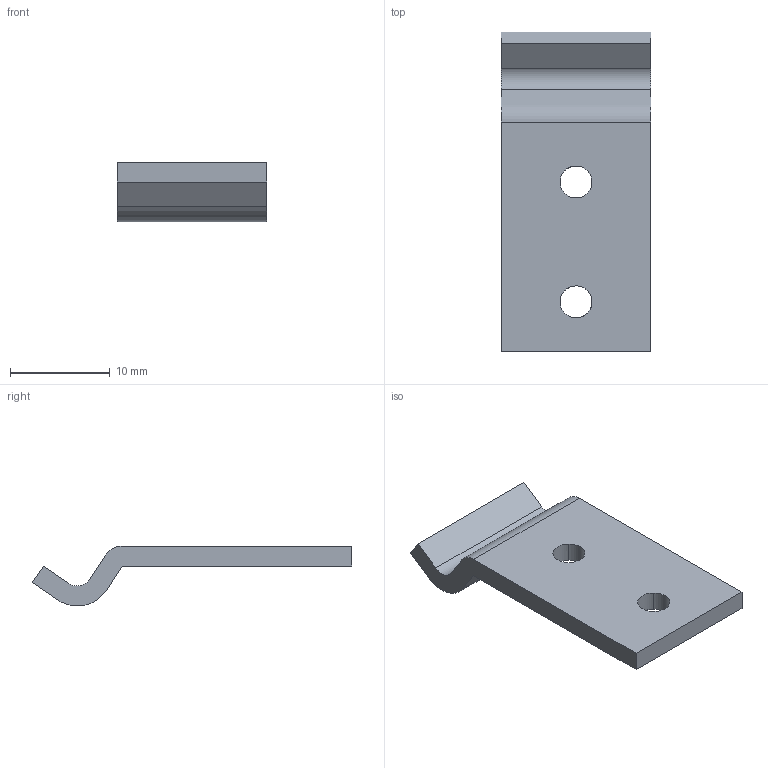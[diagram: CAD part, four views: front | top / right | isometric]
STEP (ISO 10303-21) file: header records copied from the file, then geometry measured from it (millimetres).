
FILE_DESCRIPTION((''),'2;1');
FILE_NAME('','2005-07-15T14:42:04',(''),(''),'','CADfix','');
FILE_SCHEMA(('AUTOMOTIVE_DESIGN'));
Length unit declared in the file: millimetre
Products named in the file (1): keepper
Bounding box: 15 x 32 x 5.99 mm (x, y, z)
Volume: 984.9 mm3; surface area: 1221.2 mm2
Topology: 1 solids, 1 shells, 17 faces, 53 edges, 38 vertices
Faces by surface type: bspline 17
Entity records: 624 total; most frequent: CARTESIAN_POINT 305, ORIENTED_EDGE 106, EDGE_CURVE 53, VERTEX_POINT 38, QUASI_UNIFORM_CURVE 31, EDGE_LOOP 21, FACE_OUTER_BOUND 17, ADVANCED_FACE 17
